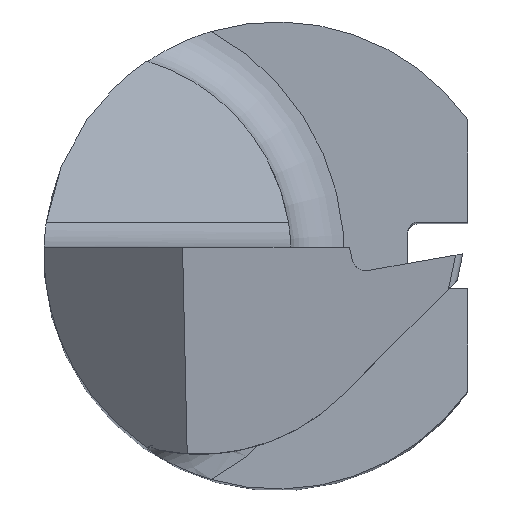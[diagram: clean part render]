
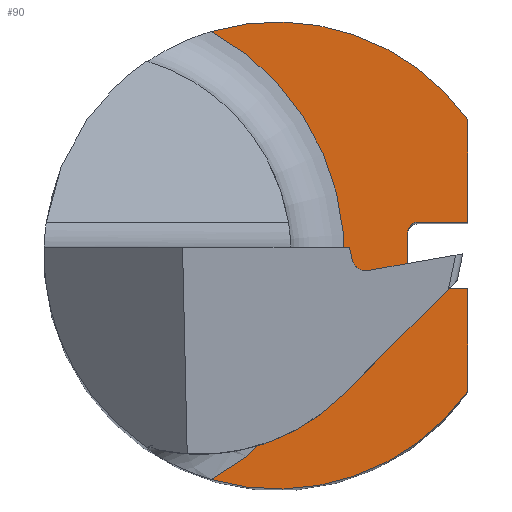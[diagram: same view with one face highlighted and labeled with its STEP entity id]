
A CAD part, top view. The second image highlights one B-rep face of the part: STEP entity #90.
In plain terms, the highlighted planar face has unit normal (0, 0, 1).
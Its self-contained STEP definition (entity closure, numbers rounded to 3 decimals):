
#21 = AXIS2_PLACEMENT_3D ( 'NONE', #627, #226, #70 ) ;
#33 = CARTESIAN_POINT ( 'NONE',  ( 2.1, 0.5, 15. ) ) ;
#38 = EDGE_CURVE ( 'NONE', #335, #351, #681, .T. ) ;
#45 = CARTESIAN_POINT ( 'NONE',  ( 2.85, -2.032, 15. ) ) ;
#49 = LINE ( 'NONE', #148, #533 ) ;
#52 = AXIS2_PLACEMENT_3D ( 'NONE', #319, #553, #876 ) ;
#56 = EDGE_CURVE ( 'NONE', #877, #580, #49, .T. ) ;
#70 = DIRECTION ( 'NONE',  ( 1., 0., 0. ) ) ;
#87 = CIRCLE ( 'NONE', #712, 3.827 ) ;
#90 = ADVANCED_FACE ( 'NONE', ( #1026 ), #306, .T. ) ;
#92 = EDGE_LOOP ( 'NONE', ( #910, #96, #969, #465, #415, #932, #659, #745, #320, #482 ) ) ;
#96 = ORIENTED_EDGE ( 'NONE', *, *, #987, .T. ) ;
#107 = EDGE_CURVE ( 'NONE', #155, #877, #841, .T. ) ;
#109 = DIRECTION ( 'NONE',  ( 1., 0., 0. ) ) ;
#115 = CARTESIAN_POINT ( 'NONE',  ( -0.99, -3.357, 15. ) ) ;
#117 = CARTESIAN_POINT ( 'NONE',  ( 64.45, 0.5, 15. ) ) ;
#121 = LINE ( 'NONE', #994, #258 ) ;
#134 = EDGE_CURVE ( 'NONE', #586, #752, #121, .T. ) ;
#144 = VERTEX_POINT ( 'NONE', #1007 ) ;
#148 = CARTESIAN_POINT ( 'NONE',  ( 2.85, 2.032, 15. ) ) ;
#155 = VERTEX_POINT ( 'NONE', #33 ) ;
#170 = CIRCLE ( 'NONE', #239, 0.15 ) ;
#206 = DIRECTION ( 'NONE',  ( 0., 1., 0. ) ) ;
#226 = DIRECTION ( 'NONE',  ( 0., 0., 1. ) ) ;
#239 = AXIS2_PLACEMENT_3D ( 'NONE', #671, #599, #995 ) ;
#258 = VECTOR ( 'NONE', #758, 1000. ) ;
#262 = DIRECTION ( 'NONE',  ( 1., 0., 0. ) ) ;
#272 = CIRCLE ( 'NONE', #777, 3.5 ) ;
#306 = PLANE ( 'NONE',  #21 ) ;
#319 = CARTESIAN_POINT ( 'NONE',  ( 2.1, -0.35, 15. ) ) ;
#320 = ORIENTED_EDGE ( 'NONE', *, *, #107, .T. ) ;
#331 = CARTESIAN_POINT ( 'NONE',  ( 1.95, -0.35, 15. ) ) ;
#335 = VERTEX_POINT ( 'NONE', #791 ) ;
#338 = CARTESIAN_POINT ( 'NONE',  ( -2.827, 0., 15. ) ) ;
#351 = VERTEX_POINT ( 'NONE', #331 ) ;
#385 = CARTESIAN_POINT ( 'NONE',  ( 1.95, 0.5, 15. ) ) ;
#415 = ORIENTED_EDGE ( 'NONE', *, *, #134, .F. ) ;
#416 = CARTESIAN_POINT ( 'NONE',  ( 0., 0., 15. ) ) ;
#423 = DIRECTION ( 'NONE',  ( 1., 0., 0. ) ) ;
#465 = ORIENTED_EDGE ( 'NONE', *, *, #868, .T. ) ;
#482 = ORIENTED_EDGE ( 'NONE', *, *, #56, .T. ) ;
#533 = VECTOR ( 'NONE', #623, 1000. ) ;
#550 = CARTESIAN_POINT ( 'NONE',  ( 2.85, -0.5, 15. ) ) ;
#553 = DIRECTION ( 'NONE',  ( 0., 0., -1. ) ) ;
#559 = EDGE_CURVE ( 'NONE', #684, #798, #272, .T. ) ;
#580 = VERTEX_POINT ( 'NONE', #889 ) ;
#584 = VECTOR ( 'NONE', #697, 1000. ) ;
#585 = DIRECTION ( 'NONE',  ( 0., 0., -1. ) ) ;
#586 = VERTEX_POINT ( 'NONE', #799 ) ;
#591 = CARTESIAN_POINT ( 'NONE',  ( 0., 0., 15. ) ) ;
#599 = DIRECTION ( 'NONE',  ( 0., 0., -1. ) ) ;
#623 = DIRECTION ( 'NONE',  ( 0., 1., 0. ) ) ;
#627 = CARTESIAN_POINT ( 'NONE',  ( -0.325, -0.054, 15. ) ) ;
#656 = AXIS2_PLACEMENT_3D ( 'NONE', #591, #807, #423 ) ;
#659 = ORIENTED_EDGE ( 'NONE', *, *, #38, .F. ) ;
#671 = CARTESIAN_POINT ( 'NONE',  ( 2.1, 0.35, 15. ) ) ;
#678 = LINE ( 'NONE', #923, #793 ) ;
#681 = LINE ( 'NONE', #385, #584 ) ;
#684 = VERTEX_POINT ( 'NONE', #115 ) ;
#697 = DIRECTION ( 'NONE',  ( 0., -1., 0. ) ) ;
#712 = AXIS2_PLACEMENT_3D ( 'NONE', #338, #585, #262 ) ;
#715 = EDGE_CURVE ( 'NONE', #335, #155, #170, .T. ) ;
#716 = VECTOR ( 'NONE', #109, 1000. ) ;
#729 = DIRECTION ( 'NONE',  ( 1., 0., 0. ) ) ;
#745 = ORIENTED_EDGE ( 'NONE', *, *, #715, .T. ) ;
#752 = VERTEX_POINT ( 'NONE', #550 ) ;
#758 = DIRECTION ( 'NONE',  ( 1., 0., 0. ) ) ;
#777 = AXIS2_PLACEMENT_3D ( 'NONE', #416, #878, #729 ) ;
#791 = CARTESIAN_POINT ( 'NONE',  ( 1.95, 0.35, 15. ) ) ;
#793 = VECTOR ( 'NONE', #206, 1000. ) ;
#798 = VERTEX_POINT ( 'NONE', #45 ) ;
#799 = CARTESIAN_POINT ( 'NONE',  ( 2.1, -0.5, 15. ) ) ;
#807 = DIRECTION ( 'NONE',  ( 0., 0., 1. ) ) ;
#825 = CIRCLE ( 'NONE', #52, 0.15 ) ;
#841 = LINE ( 'NONE', #117, #716 ) ;
#868 = EDGE_CURVE ( 'NONE', #798, #752, #678, .T. ) ;
#876 = DIRECTION ( 'NONE',  ( 1., 0., 0. ) ) ;
#877 = VERTEX_POINT ( 'NONE', #1033 ) ;
#878 = DIRECTION ( 'NONE',  ( 0., 0., 1. ) ) ;
#889 = CARTESIAN_POINT ( 'NONE',  ( 2.85, 2.032, 15. ) ) ;
#897 = EDGE_CURVE ( 'NONE', #586, #351, #825, .T. ) ;
#910 = ORIENTED_EDGE ( 'NONE', *, *, #992, .T. ) ;
#923 = CARTESIAN_POINT ( 'NONE',  ( 2.85, 2.032, 15. ) ) ;
#932 = ORIENTED_EDGE ( 'NONE', *, *, #897, .T. ) ;
#969 = ORIENTED_EDGE ( 'NONE', *, *, #559, .T. ) ;
#987 = EDGE_CURVE ( 'NONE', #144, #684, #87, .T. ) ;
#992 = EDGE_CURVE ( 'NONE', #580, #144, #1030, .T. ) ;
#994 = CARTESIAN_POINT ( 'NONE',  ( 64.45, -0.5, 15. ) ) ;
#995 = DIRECTION ( 'NONE',  ( 1., 0., 0. ) ) ;
#1007 = CARTESIAN_POINT ( 'NONE',  ( -0.99, 3.357, 15. ) ) ;
#1026 = FACE_OUTER_BOUND ( 'NONE', #92, .T. ) ;
#1030 = CIRCLE ( 'NONE', #656, 3.5 ) ;
#1033 = CARTESIAN_POINT ( 'NONE',  ( 2.85, 0.5, 15. ) ) ;
